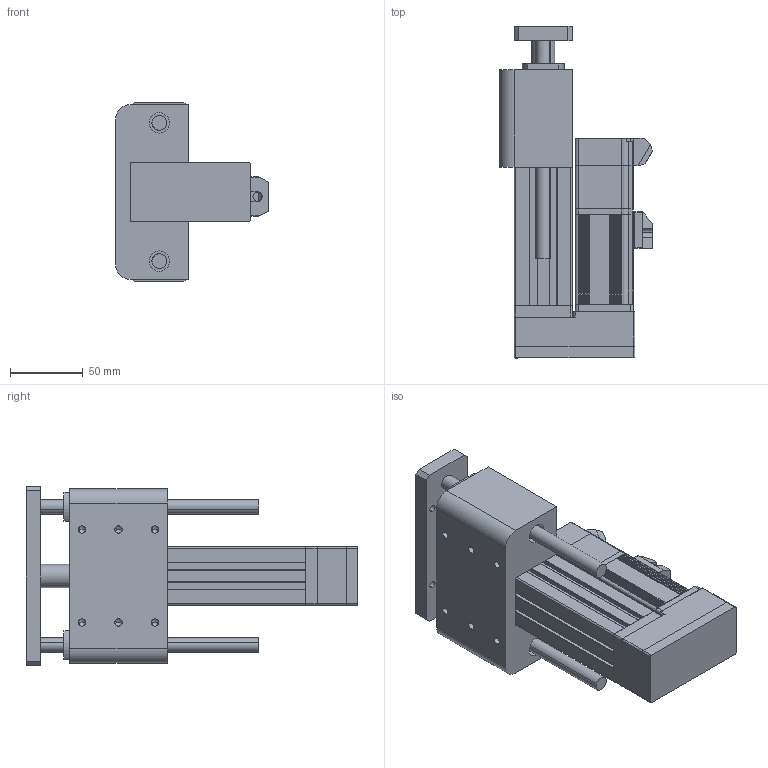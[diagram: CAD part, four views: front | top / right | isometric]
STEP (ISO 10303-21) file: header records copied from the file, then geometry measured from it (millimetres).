
FILE_DESCRIPTION (( 'STEP AP203' ), '1' );
FILE_NAME ('240924-SY-40缸折叠100行程装配体.STEP', '2024-09-24T01:19:13', ( '微软用户' ), ( '微软中国' ), 'SwSTEP 2.0', 'SolidWorks 2022', '' );
FILE_SCHEMA (( 'CONFIG_CONTROL_DESIGN' ));
Length unit declared in the file: millimetre
Products named in the file (6): 40缸铜套内孔D10-30; 40缸行程100前法兰安装折叠带导柱; 侧板; 40缸导向杆; 240924-SY-40缸折叠100行程装配体; MS5S-40ST-CSorCM00330BZ-20P1
Assembly tree (7 placements, depth 2):
  240924-SY-40缸折叠100行程装配体
    40缸行程100前法兰安装折叠带导柱
    侧板
    40缸铜套内孔D10-30  x2
    40缸导向杆  x2
    MS5S-40ST-CSorCM00330BZ-20P1
Bounding box: 105 x 228 x 123 mm (x, y, z)
Volume: 577518.8 mm3; surface area: 188907.8 mm2
Topology: 7 solids, 20 shells, 633 faces, 1804 edges, 1222 vertices
Faces by surface type: cylinder 347, plane 264, cone 22
Entity records: 20773 total; most frequent: DIRECTION 3703, CARTESIAN_POINT 3609, ORIENTED_EDGE 3147, EDGE_CURVE 1734, AXIS2_PLACEMENT_3D 1362, VERTEX_POINT 1184, VECTOR 979, LINE 979
